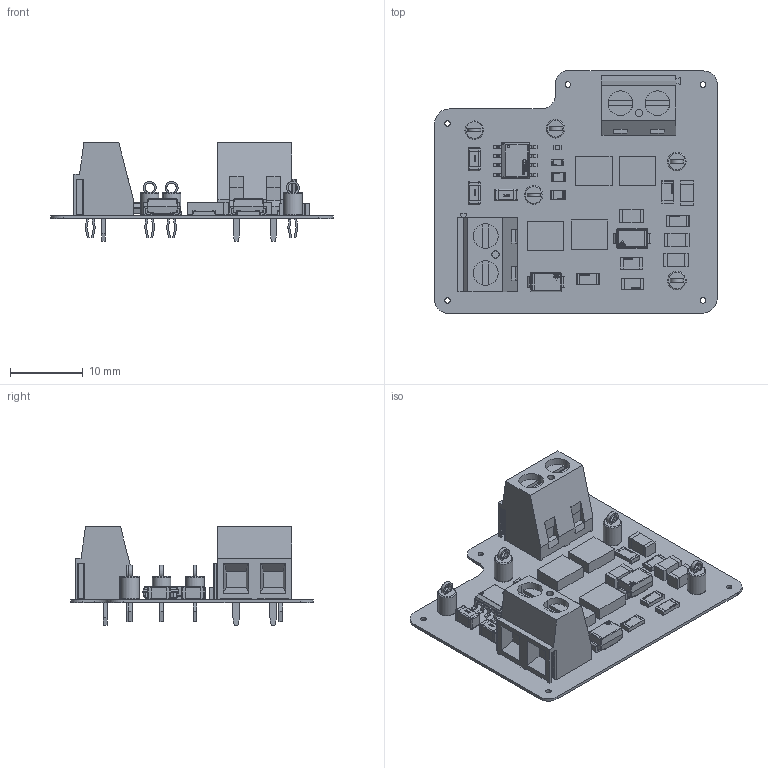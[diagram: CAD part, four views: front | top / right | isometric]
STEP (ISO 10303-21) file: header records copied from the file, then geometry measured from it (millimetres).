
FILE_DESCRIPTION(('Open CASCADE Model'),'2;1');
FILE_NAME('Open CASCADE Shape Model','2025-03-06T13:31:23',('Author'),( 'Open CASCADE'),'Open CASCADE STEP processor 7.5','Open CASCADE 7.5' ,'Unknown');
FILE_SCHEMA(('AUTOMOTIVE_DESIGN { 1 0 10303 214 1 1 1 1 }'));
Length unit declared in the file: millimetre
Products named in the file (88): PCB; Board; Open CASCADE STEP translator 7.5 1.1.1; Open CASCADE STEP translator 7.5 1.2; Conn_Keystone_5001_eec; 1; keystone-PN5001; 2; 3; P2; 7013166752; P1; 7013172752; j4; j3; j2; Open CASCADE STEP translator 7.5 1.8; C7; 7173696160; Extruded; 7173701440; C6; C4; Cap_Murata_Electronics_North_America_GRM31CR61H106KA12L_eec; body; side; Murata PS Logo; C3; 7173689280; 7173692720; R8; Res_Bourns_CR1206FX3921E_eec; terminals; top; logo; R7; R6; R4; Res_Bourns_CR1206AFX-3163ELF_eec; R2 ...
Assembly tree (111 placements, depth 5):
  PCB
    Board
      Open CASCADE STEP translator 7.5 1.1.1
    Open CASCADE STEP translator 7.5 1.2
      Conn_Keystone_5001_eec
        1
          1
          keystone-PN5001
          2
          3
    P2
      7013166752
    P1
      7013172752
    j4
      Conn_Keystone_5001_eec
        1
          1
          keystone-PN5001
          2
          3
    j3
      Conn_Keystone_5001_eec
        1
          1
          keystone-PN5001
          2
          3
    j2
      Conn_Keystone_5001_eec
        1
          1
          keystone-PN5001
          2
          3
    Open CASCADE STEP translator 7.5 1.8
      Conn_Keystone_5001_eec
        1
          1
          keystone-PN5001
          2
          3
    C7
      7173696160
        Extruded
      7173701440  x2
        Extruded
    C6
      7173696160
        Extruded
      7173701440  x2
        Extruded
    C4
      Cap_Murata_Electronics_North_America_GRM31CR61H106KA12L_eec
        body
        side  x2
        Murata PS Logo
    C3
      7173689280
        Extruded
Bounding box: 38.8 x 33.28 x 13.5 mm (x, y, z)
Volume: 2123.7 mm3; surface area: 5145.7 mm2
Topology: 243 solids, 243 shells, 4020 faces, 10377 edges, 6853 vertices
Faces by surface type: plane 2452, bspline 872, cylinder 628, sphere 58, torus 10
Full cylindrical faces by diameter (mm): 0.321 x1, 0.624 x1, 0.664 x1, 0.762 x5, 1.016 x5, 1.1 x4, 2.54 x5
Entity records: 68361 total; most frequent: CARTESIAN_POINT 16221, ORIENTED_EDGE 10596, DIRECTION 8712, EDGE_CURVE 5298, LINE 3780, VECTOR 3780, VERTEX_POINT 3503, AXIS2_PLACEMENT_3D 2466
